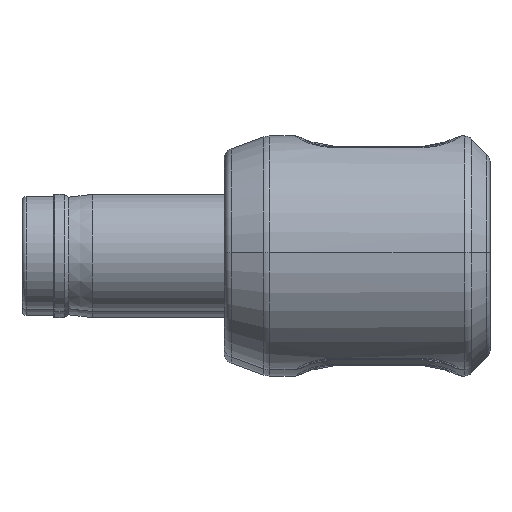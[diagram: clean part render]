
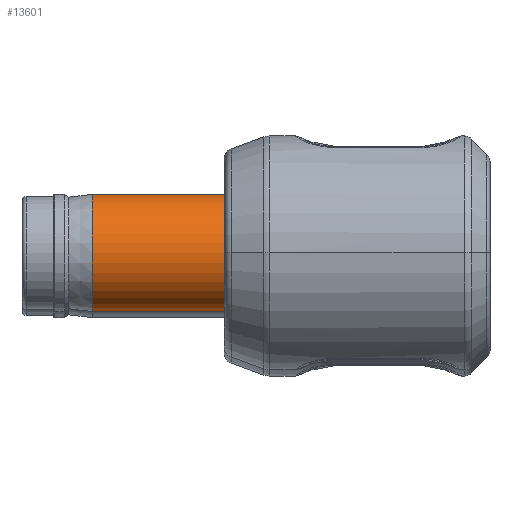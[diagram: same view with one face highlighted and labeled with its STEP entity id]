
A CAD part, top view. The second image highlights one B-rep face of the part: STEP entity #13601.
In plain terms, the highlighted cylindrical face has radius 2.755 mm (diameter 5.51 mm), a partial arc.
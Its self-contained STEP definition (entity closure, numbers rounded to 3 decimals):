
#864 = VERTEX_POINT ( 'NONE', #5484 ) ;
#1451 = VECTOR ( 'NONE', #11687, 1000. ) ;
#1484 = DIRECTION ( 'NONE',  ( 0., 0., 1. ) ) ;
#2528 = EDGE_CURVE ( 'NONE', #20358, #864, #4432, .T. ) ;
#2934 = DIRECTION ( 'NONE',  ( -1., 0., 0. ) ) ;
#3145 = CARTESIAN_POINT ( 'NONE',  ( 13.9, 0., 0. ) ) ;
#3641 = FACE_OUTER_BOUND ( 'NONE', #8092, .T. ) ;
#3999 = AXIS2_PLACEMENT_3D ( 'NONE', #3145, #15786, #1484 ) ;
#4432 = LINE ( 'NONE', #7460, #15115 ) ;
#5304 = CARTESIAN_POINT ( 'NONE',  ( 14.5, 0., -2.755 ) ) ;
#5484 = CARTESIAN_POINT ( 'NONE',  ( 2.8, 0., 2.755 ) ) ;
#6942 = ORIENTED_EDGE ( 'NONE', *, *, #16531, .F. ) ;
#7284 = DIRECTION ( 'NONE',  ( 0., 0., 1. ) ) ;
#7460 = CARTESIAN_POINT ( 'NONE',  ( 14.5, 0., 2.755 ) ) ;
#7509 = CARTESIAN_POINT ( 'NONE',  ( 13.9, 0., -2.755 ) ) ;
#8092 = EDGE_LOOP ( 'NONE', ( #12105, #9927, #11328, #6942 ) ) ;
#8469 = DIRECTION ( 'NONE',  ( 0., 0., 1. ) ) ;
#8558 = CYLINDRICAL_SURFACE ( 'NONE', #18805, 2.755 ) ;
#9349 = VERTEX_POINT ( 'NONE', #15218 ) ;
#9927 = ORIENTED_EDGE ( 'NONE', *, *, #11195, .T. ) ;
#10096 = CARTESIAN_POINT ( 'NONE',  ( 13.9, 0., 2.755 ) ) ;
#10164 = VERTEX_POINT ( 'NONE', #7509 ) ;
#11195 = EDGE_CURVE ( 'NONE', #10164, #20358, #18395, .T. ) ;
#11328 = ORIENTED_EDGE ( 'NONE', *, *, #2528, .T. ) ;
#11687 = DIRECTION ( 'NONE',  ( -1., 0., 0. ) ) ;
#12105 = ORIENTED_EDGE ( 'NONE', *, *, #18832, .F. ) ;
#12969 = CARTESIAN_POINT ( 'NONE',  ( 14.5, 0., 0. ) ) ;
#13263 = CARTESIAN_POINT ( 'NONE',  ( 2.8, 0., 0. ) ) ;
#13394 = CIRCLE ( 'NONE', #16385, 2.755 ) ;
#13601 = ADVANCED_FACE ( 'NONE', ( #3641 ), #8558, .T. ) ;
#15115 = VECTOR ( 'NONE', #2934, 1000. ) ;
#15218 = CARTESIAN_POINT ( 'NONE',  ( 2.8, 0., -2.755 ) ) ;
#15786 = DIRECTION ( 'NONE',  ( -1., 0., 0. ) ) ;
#16385 = AXIS2_PLACEMENT_3D ( 'NONE', #13263, #16802, #7284 ) ;
#16531 = EDGE_CURVE ( 'NONE', #9349, #864, #13394, .T. ) ;
#16802 = DIRECTION ( 'NONE',  ( -1., 0., 0. ) ) ;
#17807 = DIRECTION ( 'NONE',  ( -1., 0., 0. ) ) ;
#18395 = CIRCLE ( 'NONE', #3999, 2.755 ) ;
#18805 = AXIS2_PLACEMENT_3D ( 'NONE', #12969, #17807, #8469 ) ;
#18832 = EDGE_CURVE ( 'NONE', #10164, #9349, #19629, .T. ) ;
#19629 = LINE ( 'NONE', #5304, #1451 ) ;
#20358 = VERTEX_POINT ( 'NONE', #10096 ) ;
